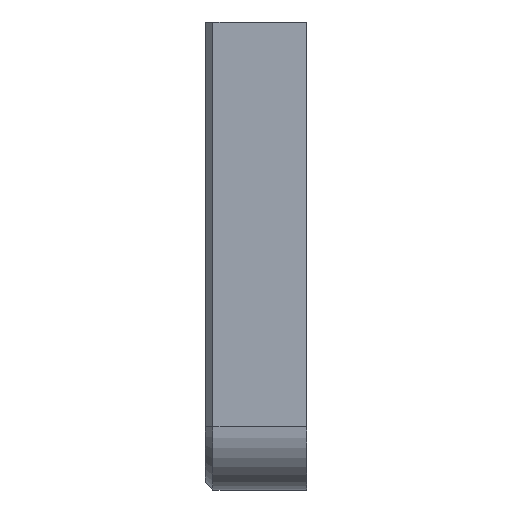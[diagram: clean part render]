
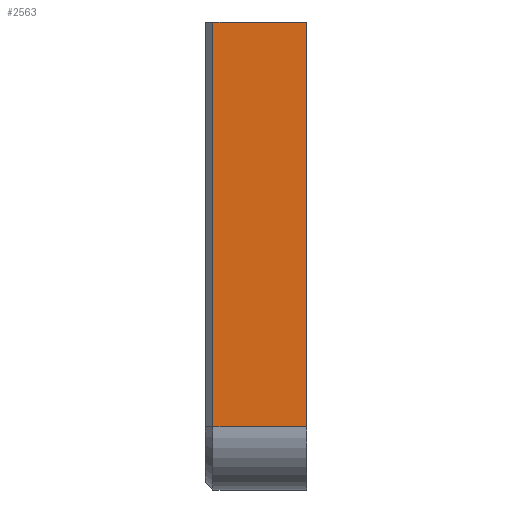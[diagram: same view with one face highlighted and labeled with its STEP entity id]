
A CAD part, left-side view. The second image highlights one B-rep face of the part: STEP entity #2563.
In plain terms, the highlighted planar face has unit normal (-1, 0, 0).
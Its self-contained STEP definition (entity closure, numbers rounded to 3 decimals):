
#230=LINE('',#3926,#525);
#268=LINE('',#4405,#563);
#276=LINE('',#4421,#571);
#277=LINE('',#4422,#572);
#525=VECTOR('',#3159,1000.);
#563=VECTOR('',#3297,1000.);
#571=VECTOR('',#3307,1000.);
#572=VECTOR('',#3308,1000.);
#760=FACE_OUTER_BOUND('',#903,.T.);
#903=EDGE_LOOP('',(#2096,#2097,#2098,#2099));
#1154=VERTEX_POINT('',#3922);
#1156=VERTEX_POINT('',#3925);
#1196=VERTEX_POINT('',#4404);
#1203=VERTEX_POINT('',#4420);
#1447=EDGE_CURVE('',#1156,#1154,#230,.T.);
#1516=EDGE_CURVE('',#1156,#1196,#268,.T.);
#1524=EDGE_CURVE('',#1203,#1154,#276,.T.);
#1525=EDGE_CURVE('',#1196,#1203,#277,.T.);
#2096=ORIENTED_EDGE('',*,*,#1516,.F.);
#2097=ORIENTED_EDGE('',*,*,#1447,.T.);
#2098=ORIENTED_EDGE('',*,*,#1524,.F.);
#2099=ORIENTED_EDGE('',*,*,#1525,.F.);
#2447=PLANE('',#2765);
#2563=ADVANCED_FACE('',(#760),#2447,.F.);
#2765=AXIS2_PLACEMENT_3D('',#4419,#3305,#3306);
#3159=DIRECTION('',(0.,0.,-1.));
#3297=DIRECTION('',(0.,-1.,0.));
#3305=DIRECTION('center_axis',(1.,0.,0.));
#3306=DIRECTION('ref_axis',(0.,0.,-1.));
#3307=DIRECTION('',(0.,1.,0.));
#3308=DIRECTION('',(0.,0.,-1.));
#3922=CARTESIAN_POINT('',(-185.,17.,-160.));
#3925=CARTESIAN_POINT('',(-185.,17.,-0.2));
#3926=CARTESIAN_POINT('',(-185.,17.,0.));
#4404=CARTESIAN_POINT('',(-185.,-20.,-0.2));
#4405=CARTESIAN_POINT('',(-185.,-40.,-0.2));
#4419=CARTESIAN_POINT('Origin',(-185.,20.,185.));
#4420=CARTESIAN_POINT('',(-185.,-20.,-160.));
#4421=CARTESIAN_POINT('',(-185.,20.,-160.));
#4422=CARTESIAN_POINT('',(-185.,-20.,185.));
